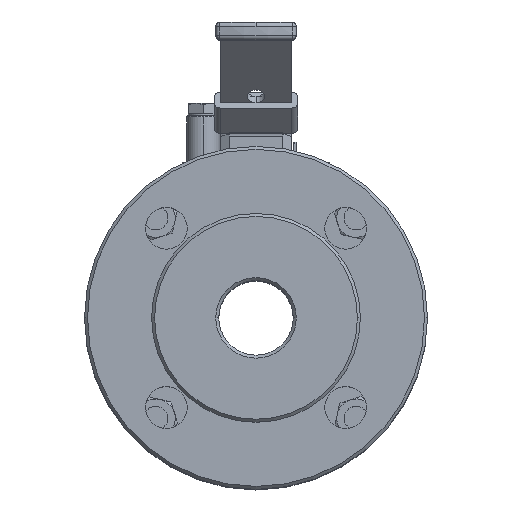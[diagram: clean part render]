
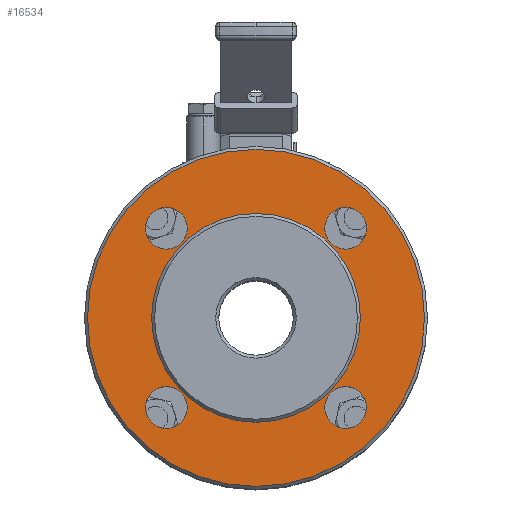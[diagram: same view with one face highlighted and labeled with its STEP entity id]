
A CAD part, top view. The second image highlights one B-rep face of the part: STEP entity #16534.
In plain terms, the highlighted face is planar.
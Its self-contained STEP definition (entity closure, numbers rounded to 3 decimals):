
#1199 = EDGE_CURVE ( 'NONE', #8574, #8453, #1712, .T. ) ;
#1235 = EDGE_CURVE ( 'NONE', #8559, #8562, #1761, .T. ) ;
#1239 = EDGE_CURVE ( 'NONE', #8557, #8619, #1767, .T. ) ;
#1243 = EDGE_CURVE ( 'NONE', #8613, #8614, #1773, .T. ) ;
#1247 = EDGE_CURVE ( 'NONE', #8611, #8902, #1779, .T. ) ;
#1267 = EDGE_CURVE ( 'NONE', #8926, #8921, #1809, .T. ) ;
#1712 = CIRCLE ( 'NONE', #3658, 56.5 ) ;
#1761 = CIRCLE ( 'NONE', #3677, 7. ) ;
#1767 = CIRCLE ( 'NONE', #3679, 7. ) ;
#1773 = CIRCLE ( 'NONE', #3681, 7. ) ;
#1779 = CIRCLE ( 'NONE', #3683, 7. ) ;
#1809 = CIRCLE ( 'NONE', #3690, 35. ) ;
#2027 = EDGE_LOOP ( 'NONE', ( #2614, #2615 ) ) ;
#2047 = EDGE_LOOP ( 'NONE', ( #2608, #2609 ) ) ;
#2059 = EDGE_LOOP ( 'NONE', ( #2618, #2619 ) ) ;
#2084 = EDGE_LOOP ( 'NONE', ( #2616, #2617 ) ) ;
#2147 = EDGE_LOOP ( 'NONE', ( #2610, #2611 ) ) ;
#2174 = EDGE_LOOP ( 'NONE', ( #2612, #2613 ) ) ;
#2608 = ORIENTED_EDGE ( 'NONE', *, *, #7862, .T. ) ;
#2609 = ORIENTED_EDGE ( 'NONE', *, *, #1199, .T. ) ;
#2610 = ORIENTED_EDGE ( 'NONE', *, *, #7864, .F. ) ;
#2611 = ORIENTED_EDGE ( 'NONE', *, *, #1235, .F. ) ;
#2612 = ORIENTED_EDGE ( 'NONE', *, *, #7865, .F. ) ;
#2613 = ORIENTED_EDGE ( 'NONE', *, *, #1239, .F. ) ;
#2614 = ORIENTED_EDGE ( 'NONE', *, *, #7866, .F. ) ;
#2615 = ORIENTED_EDGE ( 'NONE', *, *, #1243, .F. ) ;
#2616 = ORIENTED_EDGE ( 'NONE', *, *, #7867, .F. ) ;
#2617 = ORIENTED_EDGE ( 'NONE', *, *, #1247, .F. ) ;
#2618 = ORIENTED_EDGE ( 'NONE', *, *, #1267, .T. ) ;
#2619 = ORIENTED_EDGE ( 'NONE', *, *, #7860, .T. ) ;
#3658 = AXIS2_PLACEMENT_3D ( 'NONE', #16135, #16136, #16137 ) ;
#3677 = AXIS2_PLACEMENT_3D ( 'NONE', #16238, #16239, #16240 ) ;
#3679 = AXIS2_PLACEMENT_3D ( 'NONE', #16248, #16249, #16250 ) ;
#3681 = AXIS2_PLACEMENT_3D ( 'NONE', #16258, #16259, #16260 ) ;
#3683 = AXIS2_PLACEMENT_3D ( 'NONE', #16268, #16269, #16270 ) ;
#3690 = AXIS2_PLACEMENT_3D ( 'NONE', #5006, #5008, #5010 ) ;
#3858 = AXIS2_PLACEMENT_3D ( 'NONE', #12103, #12104, #12106 ) ;
#3859 = AXIS2_PLACEMENT_3D ( 'NONE', #12110, #12112, #12114 ) ;
#3860 = AXIS2_PLACEMENT_3D ( 'NONE', #12118, #12120, #12122 ) ;
#3861 = AXIS2_PLACEMENT_3D ( 'NONE', #12126, #12127, #12128 ) ;
#3862 = AXIS2_PLACEMENT_3D ( 'NONE', #12132, #12134, #12136 ) ;
#3863 = AXIS2_PLACEMENT_3D ( 'NONE', #12140, #12141, #12142 ) ;
#4811 = FACE_OUTER_BOUND ( 'NONE', #2047, .T. ) ;
#4814 = FACE_BOUND ( 'NONE', #2084, .T. ) ;
#4815 = FACE_BOUND ( 'NONE', #2027, .T. ) ;
#4816 = FACE_BOUND ( 'NONE', #2174, .T. ) ;
#4818 = FACE_BOUND ( 'NONE', #2147, .T. ) ;
#4819 = FACE_BOUND ( 'NONE', #2059, .T. ) ;
#5006 = CARTESIAN_POINT ( 'NONE',  ( 2., 0., 0. ) ) ;
#5008 = DIRECTION ( 'NONE',  ( 1., 0., 0. ) ) ;
#5010 = DIRECTION ( 'NONE',  ( 0., 0., -1. ) ) ;
#6381 = AXIS2_PLACEMENT_3D ( 'NONE', #10434, #10427, #10438 ) ;
#7860 = EDGE_CURVE ( 'NONE', #8921, #8926, #12976, .T. ) ;
#7862 = EDGE_CURVE ( 'NONE', #8453, #8574, #12977, .T. ) ;
#7864 = EDGE_CURVE ( 'NONE', #8562, #8559, #12978, .T. ) ;
#7865 = EDGE_CURVE ( 'NONE', #8619, #8557, #12979, .T. ) ;
#7866 = EDGE_CURVE ( 'NONE', #8614, #8613, #12980, .T. ) ;
#7867 = EDGE_CURVE ( 'NONE', #8902, #8611, #12981, .T. ) ;
#8453 = VERTEX_POINT ( 'NONE', #17257 ) ;
#8557 = VERTEX_POINT ( 'NONE', #17335 ) ;
#8559 = VERTEX_POINT ( 'NONE', #17336 ) ;
#8562 = VERTEX_POINT ( 'NONE', #17332 ) ;
#8574 = VERTEX_POINT ( 'NONE', #17346 ) ;
#8611 = VERTEX_POINT ( 'NONE', #17375 ) ;
#8613 = VERTEX_POINT ( 'NONE', #17377 ) ;
#8614 = VERTEX_POINT ( 'NONE', #17368 ) ;
#8619 = VERTEX_POINT ( 'NONE', #17382 ) ;
#8902 = VERTEX_POINT ( 'NONE', #17515 ) ;
#8921 = VERTEX_POINT ( 'NONE', #17534 ) ;
#8926 = VERTEX_POINT ( 'NONE', #17539 ) ;
#10427 = DIRECTION ( 'NONE',  ( -1., 0., 0. ) ) ;
#10431 = PLANE ( 'NONE',  #6381 ) ;
#10434 = CARTESIAN_POINT ( 'NONE',  ( 2., 35., 0. ) ) ;
#10438 = DIRECTION ( 'NONE',  ( 0., 0., 1. ) ) ;
#12103 = CARTESIAN_POINT ( 'NONE',  ( 2., 0., 0. ) ) ;
#12104 = DIRECTION ( 'NONE',  ( 1., 0., 0. ) ) ;
#12106 = DIRECTION ( 'NONE',  ( 0., 0., -1. ) ) ;
#12110 = CARTESIAN_POINT ( 'NONE',  ( 2., 0., 0. ) ) ;
#12112 = DIRECTION ( 'NONE',  ( -1., 0., 0. ) ) ;
#12114 = DIRECTION ( 'NONE',  ( 0., 0., 1. ) ) ;
#12118 = CARTESIAN_POINT ( 'NONE',  ( 2., -30.052, 30.052 ) ) ;
#12120 = DIRECTION ( 'NONE',  ( -1., 0., 0. ) ) ;
#12122 = DIRECTION ( 'NONE',  ( 0., -1., 0. ) ) ;
#12126 = CARTESIAN_POINT ( 'NONE',  ( 2., -30.052, -30.052 ) ) ;
#12127 = DIRECTION ( 'NONE',  ( -1., 0., 0. ) ) ;
#12128 = DIRECTION ( 'NONE',  ( 0., 0., -1. ) ) ;
#12132 = CARTESIAN_POINT ( 'NONE',  ( 2., 30.052, -30.052 ) ) ;
#12134 = DIRECTION ( 'NONE',  ( -1., 0., 0. ) ) ;
#12136 = DIRECTION ( 'NONE',  ( 0., 1., 0. ) ) ;
#12140 = CARTESIAN_POINT ( 'NONE',  ( 2., 30.052, 30.052 ) ) ;
#12141 = DIRECTION ( 'NONE',  ( -1., 0., 0. ) ) ;
#12142 = DIRECTION ( 'NONE',  ( 0., 0., 1. ) ) ;
#12976 = CIRCLE ( 'NONE', #3858, 35. ) ;
#12977 = CIRCLE ( 'NONE', #3859, 56.5 ) ;
#12978 = CIRCLE ( 'NONE', #3860, 7. ) ;
#12979 = CIRCLE ( 'NONE', #3861, 7. ) ;
#12980 = CIRCLE ( 'NONE', #3862, 7. ) ;
#12981 = CIRCLE ( 'NONE', #3863, 7. ) ;
#16135 = CARTESIAN_POINT ( 'NONE',  ( 2., 0., 0. ) ) ;
#16136 = DIRECTION ( 'NONE',  ( -1., 0., 0. ) ) ;
#16137 = DIRECTION ( 'NONE',  ( 0., 0., 1. ) ) ;
#16238 = CARTESIAN_POINT ( 'NONE',  ( 2., -30.052, 30.052 ) ) ;
#16239 = DIRECTION ( 'NONE',  ( -1., 0., 0. ) ) ;
#16240 = DIRECTION ( 'NONE',  ( 0., -1., 0. ) ) ;
#16248 = CARTESIAN_POINT ( 'NONE',  ( 2., -30.052, -30.052 ) ) ;
#16249 = DIRECTION ( 'NONE',  ( -1., 0., 0. ) ) ;
#16250 = DIRECTION ( 'NONE',  ( 0., 0., -1. ) ) ;
#16258 = CARTESIAN_POINT ( 'NONE',  ( 2., 30.052, -30.052 ) ) ;
#16259 = DIRECTION ( 'NONE',  ( -1., 0., 0. ) ) ;
#16260 = DIRECTION ( 'NONE',  ( 0., 1., 0. ) ) ;
#16268 = CARTESIAN_POINT ( 'NONE',  ( 2., 30.052, 30.052 ) ) ;
#16269 = DIRECTION ( 'NONE',  ( -1., 0., 0. ) ) ;
#16270 = DIRECTION ( 'NONE',  ( 0., 0., 1. ) ) ;
#16534 = ADVANCED_FACE ( 'NONE', ( #4811, #4818, #4816, #4815, #4814, #4819 ), #10431, .T. ) ;
#17257 = CARTESIAN_POINT ( 'NONE',  ( 2., 0., -56.5 ) ) ;
#17332 = CARTESIAN_POINT ( 'NONE',  ( 2., -30.052, 37.052 ) ) ;
#17335 = CARTESIAN_POINT ( 'NONE',  ( 2., -30.052, -37.052 ) ) ;
#17336 = CARTESIAN_POINT ( 'NONE',  ( 2., -30.052, 23.052 ) ) ;
#17346 = CARTESIAN_POINT ( 'NONE',  ( 2., 0., 56.5 ) ) ;
#17368 = CARTESIAN_POINT ( 'NONE',  ( 2., 30.052, -23.052 ) ) ;
#17375 = CARTESIAN_POINT ( 'NONE',  ( 2., 30.052, 23.052 ) ) ;
#17377 = CARTESIAN_POINT ( 'NONE',  ( 2., 30.052, -37.052 ) ) ;
#17382 = CARTESIAN_POINT ( 'NONE',  ( 2., -30.052, -23.052 ) ) ;
#17515 = CARTESIAN_POINT ( 'NONE',  ( 2., 30.052, 37.052 ) ) ;
#17534 = CARTESIAN_POINT ( 'NONE',  ( 2., 0., 35. ) ) ;
#17539 = CARTESIAN_POINT ( 'NONE',  ( 2., 0., -35. ) ) ;
